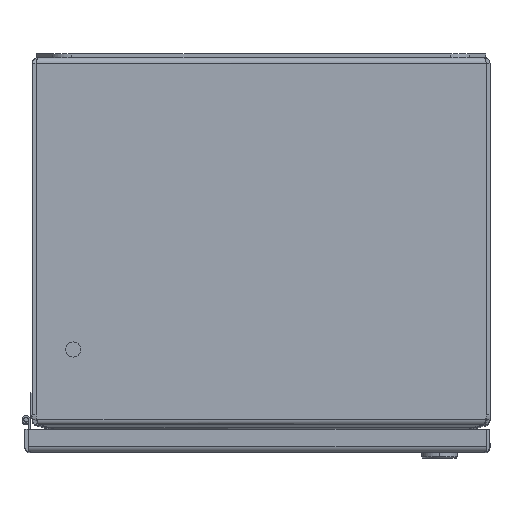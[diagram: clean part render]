
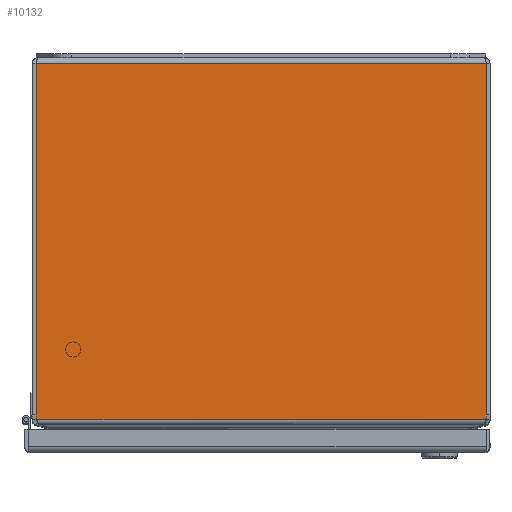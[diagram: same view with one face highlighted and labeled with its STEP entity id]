
A CAD part, top view. The second image highlights one B-rep face of the part: STEP entity #10132.
In plain terms, the highlighted planar face has unit normal (0, 0, 1).
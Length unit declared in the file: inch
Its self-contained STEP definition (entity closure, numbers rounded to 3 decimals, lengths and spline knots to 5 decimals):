
#458 = EDGE_CURVE ( 'NONE', #20612, #5922, #24169, .T. ) ;
#593 = ORIENTED_EDGE ( 'NONE', *, *, #19455, .F. ) ;
#670 = AXIS2_PLACEMENT_3D ( 'NONE', #22759, #9119, #1801 ) ;
#720 = CARTESIAN_POINT ( 'NONE',  ( 4.89982, -7.90677, 6. ) ) ;
#1557 = PLANE ( 'NONE',  #3557 ) ;
#1752 = DIRECTION ( 'NONE',  ( 0., -1., 0. ) ) ;
#1801 = DIRECTION ( 'NONE',  ( -1., 0., 0. ) ) ;
#3167 = LINE ( 'NONE', #18277, #21259 ) ;
#3231 = ORIENTED_EDGE ( 'NONE', *, *, #3335, .F. ) ;
#3243 = VECTOR ( 'NONE', #1752, 39.37008 ) ;
#3335 = EDGE_CURVE ( 'NONE', #7738, #7856, #13474, .T. ) ;
#3557 = AXIS2_PLACEMENT_3D ( 'NONE', #8733, #10974, #16414 ) ;
#5922 = VERTEX_POINT ( 'NONE', #15495 ) ;
#5936 = ORIENTED_EDGE ( 'NONE', *, *, #458, .F. ) ;
#6774 = CARTESIAN_POINT ( 'NONE',  ( -4.89982, -7.90677, 6. ) ) ;
#7738 = VERTEX_POINT ( 'NONE', #720 ) ;
#7856 = VERTEX_POINT ( 'NONE', #6774 ) ;
#8028 = VECTOR ( 'NONE', #22551, 39.37008 ) ;
#8733 = CARTESIAN_POINT ( 'NONE',  ( 34.33175, 0., 6. ) ) ;
#8868 = DIRECTION ( 'NONE',  ( 0., -1., 0. ) ) ;
#8978 = CIRCLE ( 'NONE', #670, 0.281 ) ;
#9119 = DIRECTION ( 'NONE',  ( 0., 0., -1. ) ) ;
#9582 = ORIENTED_EDGE ( 'NONE', *, *, #13510, .F. ) ;
#9817 = ORIENTED_EDGE ( 'NONE', *, *, #10004, .F. ) ;
#10004 = EDGE_CURVE ( 'NONE', #14199, #7738, #13059, .T. ) ;
#10116 = DIRECTION ( 'NONE',  ( -1., 0., 0. ) ) ;
#10132 = ADVANCED_FACE ( 'NONE', ( #18270 ), #1557, .F. ) ;
#10246 = DIRECTION ( 'NONE',  ( 0., 1., 0. ) ) ;
#10372 = VECTOR ( 'NONE', #10116, 39.37008 ) ;
#10974 = DIRECTION ( 'NONE',  ( 0., 0., -1. ) ) ;
#12493 = CARTESIAN_POINT ( 'NONE',  ( -4.91889, -7.80503, 6. ) ) ;
#13059 = CIRCLE ( 'NONE', #22559, 0.281 ) ;
#13474 = LINE ( 'NONE', #15677, #10372 ) ;
#13510 = EDGE_CURVE ( 'NONE', #5922, #14199, #20595, .T. ) ;
#14172 = EDGE_LOOP ( 'NONE', ( #9817, #9582, #5936, #15681, #593, #3231 ) ) ;
#14199 = VERTEX_POINT ( 'NONE', #14275 ) ;
#14275 = CARTESIAN_POINT ( 'NONE',  ( 4.91889, -7.80503, 6. ) ) ;
#15495 = CARTESIAN_POINT ( 'NONE',  ( 4.91889, -0.1215, 6. ) ) ;
#15677 = CARTESIAN_POINT ( 'NONE',  ( 34.33175, -7.90677, 6. ) ) ;
#15681 = ORIENTED_EDGE ( 'NONE', *, *, #19230, .T. ) ;
#16037 = CARTESIAN_POINT ( 'NONE',  ( -4.91889, -0.1215, 6. ) ) ;
#16414 = DIRECTION ( 'NONE',  ( -1., 0., 0. ) ) ;
#17437 = CARTESIAN_POINT ( 'NONE',  ( 4.63789, -7.80503, 6. ) ) ;
#18270 = FACE_OUTER_BOUND ( 'NONE', #14172, .T. ) ;
#18277 = CARTESIAN_POINT ( 'NONE',  ( -4.91889, -0.1215, 6. ) ) ;
#18726 = CARTESIAN_POINT ( 'NONE',  ( 4.91889, -0.1215, 6. ) ) ;
#19230 = EDGE_CURVE ( 'NONE', #20612, #23697, #3167, .T. ) ;
#19407 = DIRECTION ( 'NONE',  ( 0., 0., -1. ) ) ;
#19455 = EDGE_CURVE ( 'NONE', #7856, #23697, #8978, .T. ) ;
#20595 = LINE ( 'NONE', #18726, #3243 ) ;
#20612 = VERTEX_POINT ( 'NONE', #16037 ) ;
#21259 = VECTOR ( 'NONE', #8868, 39.37008 ) ;
#22551 = DIRECTION ( 'NONE',  ( 1., 0., 0. ) ) ;
#22559 = AXIS2_PLACEMENT_3D ( 'NONE', #17437, #19407, #10246 ) ;
#22759 = CARTESIAN_POINT ( 'NONE',  ( -4.63789, -7.80503, 6. ) ) ;
#23697 = VERTEX_POINT ( 'NONE', #12493 ) ;
#24169 = LINE ( 'NONE', #24539, #8028 ) ;
#24539 = CARTESIAN_POINT ( 'NONE',  ( -4.8785, -0.1215, 6. ) ) ;
